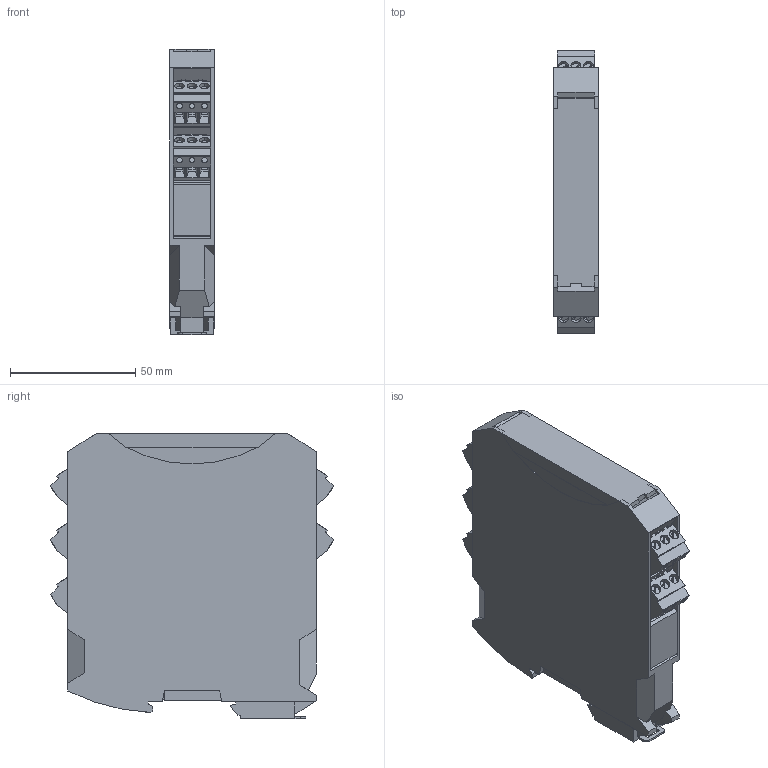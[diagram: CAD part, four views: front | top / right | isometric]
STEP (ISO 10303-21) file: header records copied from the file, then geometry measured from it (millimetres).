
FILE_DESCRIPTION(('Creo Elements/Direct Modeling STEP Export'),'2;1');
FILE_NAME('model.stp','2020-09-18T11:05:11',(''),(''),'Creo Elements/Direct Modeling STEP processor for AP214 (Solid Model)','Creo Elements/Direct Modeling 20.1A 29-Sep-2018 (C) Parametric Technology GmbH','');
FILE_SCHEMA(('AUTOMOTIVE_DESIGN { 1 0 10303 214 1 1 1 1 }'));
Length unit declared in the file: millimetre
Products named in the file (7): ME_MAX_B-17.5_GY7042-select; MACX_MCR-17.5-SOCKEL_GY7042-select; MSTBTP-2.5_3_BU-select; MSTBTP-2.5_3_BU_GY-select; MSTBTP-2.5_3_GY7035-select.1; ME_MAX_TBUS_BS_GY7042-select; MACX-MCR-17.5-163.2-Group-select
Assembly tree (8 placements, depth 2):
  MACX-MCR-17.5-163.2-Group-select
    ME_MAX_TBUS_BS_GY7042-select
    MSTBTP-2.5_3_BU-select  x2
    MSTBTP-2.5_3_GY7035-select.1  x2
    MSTBTP-2.5_3_BU_GY-select
    MACX_MCR-17.5-SOCKEL_GY7042-select
    ME_MAX_B-17.5_GY7042-select
Bounding box: 17.6 x 112.75 x 113.7 mm (x, y, z)
Volume: 182915 mm3; surface area: 48360.9 mm2
Topology: 8 solids, 8 shells, 1337 faces, 3411 edges, 2202 vertices
Faces by surface type: plane 1119, cylinder 188, cone 30
Entity records: 35162 total; most frequent: ORIENTED_EDGE 4970, CARTESIAN_POINT 4717, DIRECTION 4169, EDGE_CURVE 2485, VECTOR 2041, LINE 2041, VERTEX_POINT 1612, AXIS2_PLACEMENT_3D 1064
